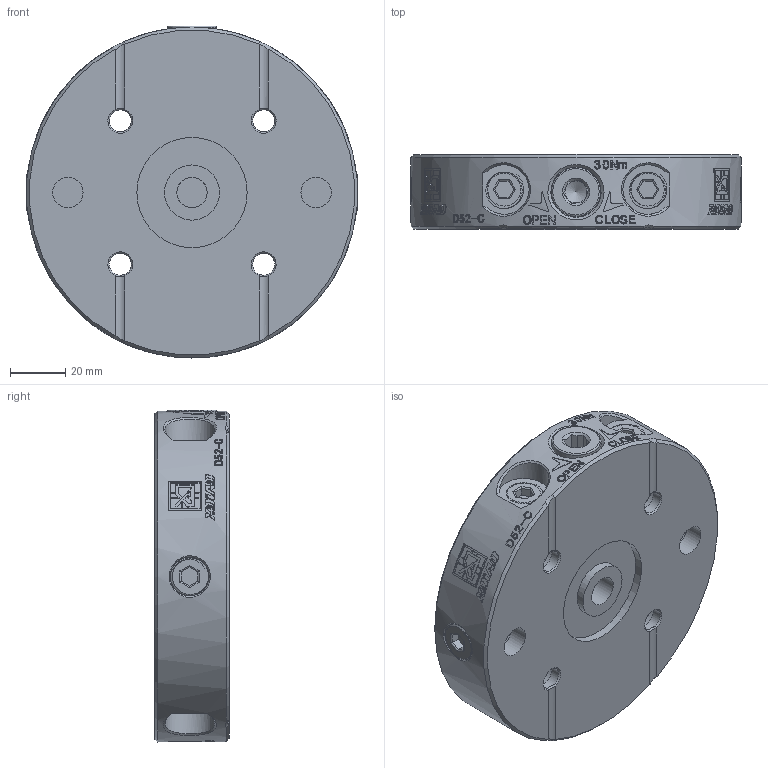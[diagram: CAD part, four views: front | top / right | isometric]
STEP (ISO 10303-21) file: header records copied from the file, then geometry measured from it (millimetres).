
FILE_DESCRIPTION(/* description */ (''),/* implementation_level */ '2;1');
FILE_NAME(/* name */ '',/* time_stamp */ '2024-12-12T17:28:28+08:00',/* author */ (''),/* organization */ (''),/* preprocessor_version */ 'ST-DEVELOPER v11',/* originating_system */ 'SIEMENS PLM Software NX 7.0',/* authorisation */ '');
FILE_SCHEMA (('CONFIG_CONTROL_DESIGN'));
Products named in the file (1): Admi48DBz1rl
Bounding box: 120 x 27 x 120.4 mm (x, y, z)
Volume: 241231.3 mm3; surface area: 59287.9 mm2
Topology: 12 solids, 12 shells, 1228 faces, 3195 edges, 2101 vertices
Faces by surface type: plane 612, bspline 326, cylinder 240, cone 36, torus 14
Full cylindrical faces by diameter (mm): 4.2 x4, 5 x2, 6 x2, 8 x5, 10 x1, 11 x5, 12 x11, 13.2 x2, 14 x12, 14.8 x1, 15 x4, 15.5 x4, 15.7 x4, 16 x4, 17.8 x2, 18 x8, 18.2 x1, 20 x1, 40 x1, 120 x1
Entity records: 50288 total; most frequent: CARTESIAN_POINT 26181, ORIENTED_EDGE 5946, EDGE_CURVE 2973, DIRECTION 2908, B_SPLINE_CURVE_WITH_KNOTS 2102, VERTEX_POINT 2016, EDGE_LOOP 1490, ADVANCED_FACE 1217
